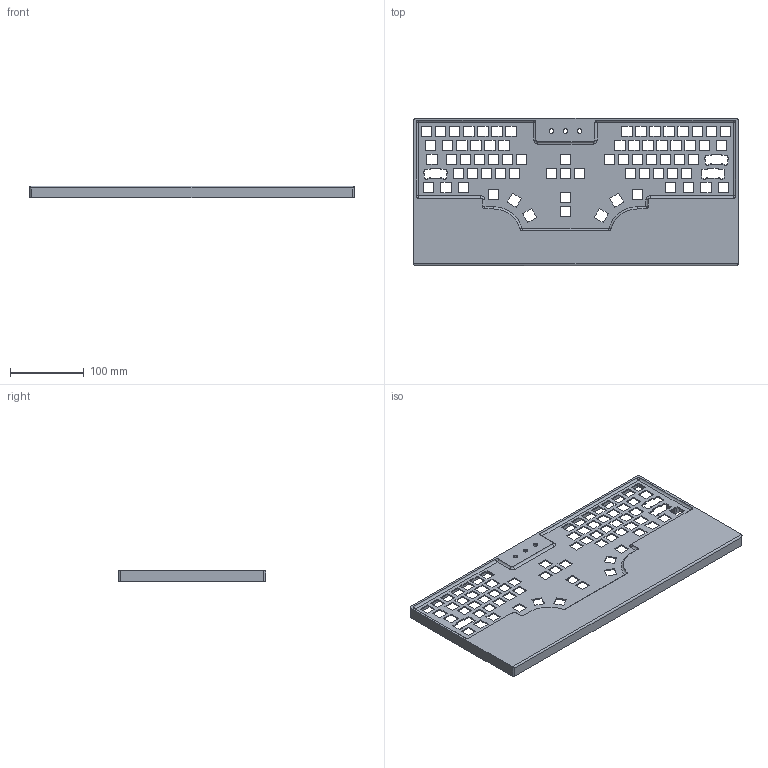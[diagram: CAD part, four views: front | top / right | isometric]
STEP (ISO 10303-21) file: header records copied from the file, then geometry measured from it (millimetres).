
FILE_DESCRIPTION(('FreeCAD Model'),'2;1');
FILE_NAME('final_case_4.step', '2018-04-11T23:25:19',('Author'),(''), 'Open CASCADE STEP processor 6.8','FreeCAD','Unknown');
FILE_SCHEMA(('AUTOMOTIVE_DESIGN_CC2 { 1 2 10303 214 -1 1 5 4 }'));
Length unit declared in the file: millimetre
Products named in the file (1): final4_refined
Bounding box: 440 x 200 x 16 mm (x, y, z)
Volume: 542723.1 mm3; surface area: 198087.6 mm2
Topology: 1 solids, 1 shells, 629 faces, 1811 edges, 1188 vertices
Faces by surface type: plane 495, cylinder 116, bspline 12, torus 6
Full cylindrical faces by diameter (mm): 2.5 x8, 6.35 x3
Entity records: 44300 total; most frequent: CARTESIAN_POINT 10544, DIRECTION 5412, LINE 3688, VECTOR 3688, ORIENTED_EDGE 3606, PCURVE 3606, DEFINITIONAL_REPRESENTATION 3606, EDGE_CURVE 1803
